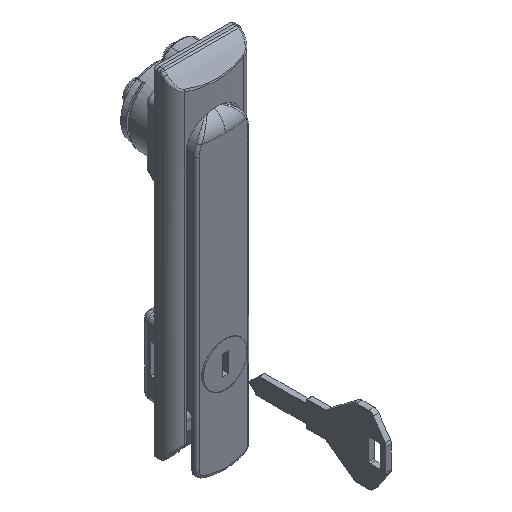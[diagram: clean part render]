
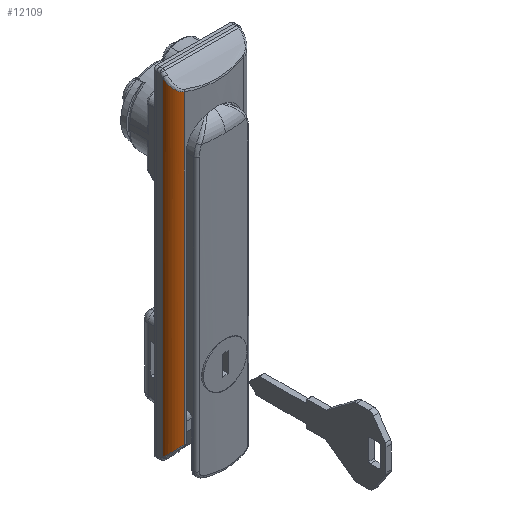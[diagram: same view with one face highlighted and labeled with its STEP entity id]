
A CAD part, isometric view. The second image highlights one B-rep face of the part: STEP entity #12109.
In plain terms, the highlighted cylindrical face has radius 4.25 mm (diameter 8.5 mm), a partial arc.
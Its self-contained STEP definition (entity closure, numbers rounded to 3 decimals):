
#1137 = CARTESIAN_POINT ( 'NONE',  ( -23.575, 10.493, -88.17 ) ) ;
#1138 = DIRECTION ( 'NONE',  ( 0., 0., -1. ) ) ;
#1139 = VECTOR ( 'NONE', #1138, 1000. ) ;
#1140 = CARTESIAN_POINT ( 'NONE',  ( -23.575, 10.493, -965. ) ) ;
#1141 = LINE ( 'NONE', #1140, #1139 ) ;
#1143 = CARTESIAN_POINT ( 'NONE',  ( -23.575, 10.493, 19.17 ) ) ;
#11851 = VERTEX_POINT ( 'NONE', #16829 ) ;
#11852 = VERTEX_POINT ( 'NONE', #16828 ) ;
#12052 = EDGE_CURVE ( 'NONE', #11851, #11852, #17547, .T. ) ;
#12109 = ADVANCED_FACE ( 'NONE', ( #17726 ), #17629, .T. ) ;
#12113 = EDGE_LOOP ( 'NONE', ( #12115, #12116, #12118, #12119 ) ) ;
#12115 = ORIENTED_EDGE ( 'NONE', *, *, #12052, .F. ) ;
#12116 = ORIENTED_EDGE ( 'NONE', *, *, #12117, .T. ) ;
#12117 = EDGE_CURVE ( 'NONE', #11851, #21094, #17836, .T. ) ;
#12118 = ORIENTED_EDGE ( 'NONE', *, *, #21093, .F. ) ;
#12119 = ORIENTED_EDGE ( 'NONE', *, *, #12122, .T. ) ;
#12122 = EDGE_CURVE ( 'NONE', #21091, #11852, #17843, .T. ) ;
#16828 = CARTESIAN_POINT ( 'NONE',  ( -19.391, 14., 23.185 ) ) ;
#16829 = CARTESIAN_POINT ( 'NONE',  ( -19.391, 14., -92.185 ) ) ;
#17544 = DIRECTION ( 'NONE',  ( 0., 0., 1. ) ) ;
#17545 = VECTOR ( 'NONE', #17544, 1000. ) ;
#17546 = CARTESIAN_POINT ( 'NONE',  ( -19.391, 14., 20.561 ) ) ;
#17547 = LINE ( 'NONE', #17546, #17545 ) ;
#17626 = DIRECTION ( 'NONE',  ( 1., 0., 0. ) ) ;
#17627 = DIRECTION ( 'NONE',  ( 0., 0., 1. ) ) ;
#17628 = AXIS2_PLACEMENT_3D ( 'NONE', #17725, #17627, #17626 ) ;
#17629 = CYLINDRICAL_SURFACE ( 'NONE', #17628, 4.25 ) ;
#17725 = CARTESIAN_POINT ( 'NONE',  ( -19.391, 9.75, -965. ) ) ;
#17726 = FACE_OUTER_BOUND ( 'NONE', #12113, .T. ) ;
#17736 = CARTESIAN_POINT ( 'NONE',  ( -19.391, 14., 23.185 ) ) ;
#17737 = CARTESIAN_POINT ( 'NONE',  ( -19.862, 14., 22.803 ) ) ;
#17738 = CARTESIAN_POINT ( 'NONE',  ( -20.315, 13.924, 22.416 ) ) ;
#17739 = CARTESIAN_POINT ( 'NONE',  ( -20.97, 13.702, 21.828 ) ) ;
#17740 = CARTESIAN_POINT ( 'NONE',  ( -21.182, 13.611, 21.632 ) ) ;
#17741 = CARTESIAN_POINT ( 'NONE',  ( -21.588, 13.395, 21.249 ) ) ;
#17742 = CARTESIAN_POINT ( 'NONE',  ( -21.783, 13.27, 21.06 ) ) ;
#17743 = CARTESIAN_POINT ( 'NONE',  ( -22.157, 12.985, 20.69 ) ) ;
#17744 = CARTESIAN_POINT ( 'NONE',  ( -22.337, 12.823, 20.508 ) ) ;
#17745 = CARTESIAN_POINT ( 'NONE',  ( -22.674, 12.46, 20.159 ) ) ;
#17746 = CARTESIAN_POINT ( 'NONE',  ( -22.829, 12.262, 19.994 ) ) ;
#17747 = CARTESIAN_POINT ( 'NONE',  ( -23.109, 11.824, 19.692 ) ) ;
#17748 = CARTESIAN_POINT ( 'NONE',  ( -23.236, 11.581, 19.552 ) ) ;
#17749 = CARTESIAN_POINT ( 'NONE',  ( -23.442, 11.064, 19.322 ) ) ;
#17750 = CARTESIAN_POINT ( 'NONE',  ( -23.523, 10.789, 19.23 ) ) ;
#17751 = CARTESIAN_POINT ( 'NONE',  ( -23.575, 10.493, 19.17 ) ) ;
#17756 = CARTESIAN_POINT ( 'NONE',  ( -23.575, 10.493, -88.17 ) ) ;
#17757 = CARTESIAN_POINT ( 'NONE',  ( -23.523, 10.789, -88.23 ) ) ;
#17758 = CARTESIAN_POINT ( 'NONE',  ( -23.442, 11.064, -88.322 ) ) ;
#17759 = CARTESIAN_POINT ( 'NONE',  ( -23.287, 11.454, -88.496 ) ) ;
#17760 = CARTESIAN_POINT ( 'NONE',  ( -23.229, 11.58, -88.56 ) ) ;
#17761 = CARTESIAN_POINT ( 'NONE',  ( -23.105, 11.821, -88.696 ) ) ;
#17762 = CARTESIAN_POINT ( 'NONE',  ( -23.038, 11.935, -88.769 ) ) ;
#17763 = CARTESIAN_POINT ( 'NONE',  ( -22.827, 12.265, -88.997 ) ) ;
#17764 = CARTESIAN_POINT ( 'NONE',  ( -22.669, 12.466, -89.165 ) ) ;
#17765 = CARTESIAN_POINT ( 'NONE',  ( -22.333, 12.827, -89.512 ) ) ;
#17833 = CARTESIAN_POINT ( 'NONE',  ( -20.313, 13.924, -91.417 ) ) ;
#17834 = CARTESIAN_POINT ( 'NONE',  ( -19.863, 14., -91.802 ) ) ;
#17835 = CARTESIAN_POINT ( 'NONE',  ( -19.391, 14., -92.185 ) ) ;
#17836 = B_SPLINE_CURVE_WITH_KNOTS ( 'NONE', 3,
 ( #17835, #17834, #17833, #17841, #17840, #17839, #17838, #17837, #17765, #17764, #17763, #17762, #17761, #17760, #17759, #17758, #17757, #17756 ),
 .UNSPECIFIED., .F., .F.,
 ( 4, 2, 2, 2, 2, 2, 2, 2, 4 ),
 ( 0., 0.002, 0.003, 0.004, 0.004, 0.005, 0.006, 0.006, 0.007 ),
 .UNSPECIFIED. ) ;
#17837 = CARTESIAN_POINT ( 'NONE',  ( -22.155, 12.987, -89.693 ) ) ;
#17838 = CARTESIAN_POINT ( 'NONE',  ( -21.78, 13.273, -90.064 ) ) ;
#17839 = CARTESIAN_POINT ( 'NONE',  ( -21.582, 13.399, -90.255 ) ) ;
#17840 = CARTESIAN_POINT ( 'NONE',  ( -21.171, 13.616, -90.643 ) ) ;
#17841 = CARTESIAN_POINT ( 'NONE',  ( -20.96, 13.706, -90.837 ) ) ;
#17843 = B_SPLINE_CURVE_WITH_KNOTS ( 'NONE', 3,
 ( #17751, #17750, #17749, #17748, #17747, #17746, #17745, #17744, #17743, #17742, #17741, #17740, #17739, #17738, #17737, #17736 ),
 .UNSPECIFIED., .F., .F.,
 ( 4, 2, 2, 2, 2, 2, 2, 4 ),
 ( 0., 0.001, 0.002, 0.003, 0.004, 0.005, 0.005, 0.007 ),
 .UNSPECIFIED. ) ;
#21091 = VERTEX_POINT ( 'NONE', #1143 ) ;
#21093 = EDGE_CURVE ( 'NONE', #21091, #21094, #1141, .T. ) ;
#21094 = VERTEX_POINT ( 'NONE', #1137 ) ;
